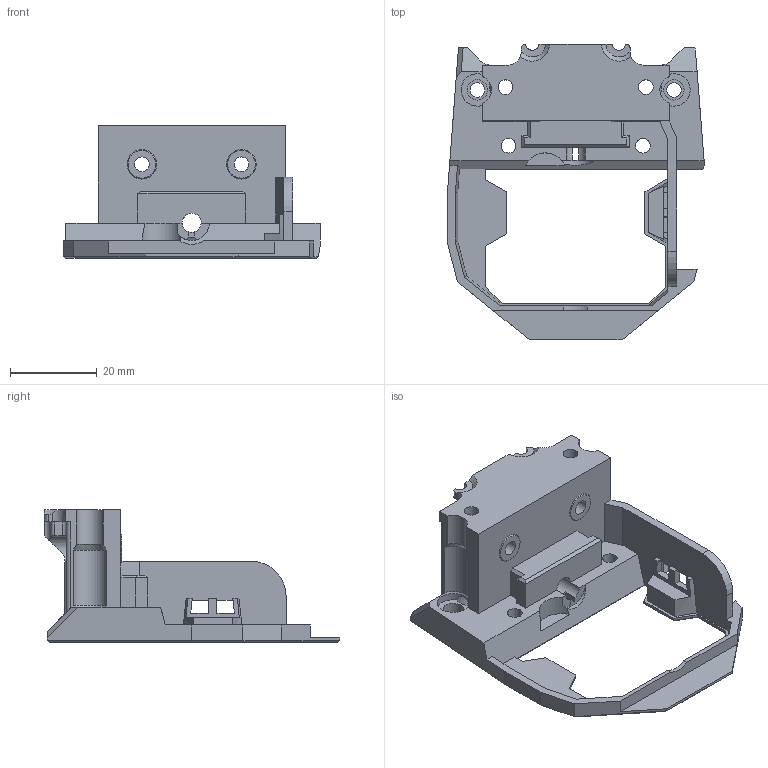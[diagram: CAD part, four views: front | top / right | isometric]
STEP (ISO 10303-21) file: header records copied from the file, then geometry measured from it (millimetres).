
FILE_DESCRIPTION (( 'STEP AP203' ), '1' );
FILE_NAME ('LGX_SB_Mount-r02e - 1-2-NoPCB.STEP', '2023-01-15T22:45:42', ( '' ), ( '' ), 'SwSTEP 2.0', 'SolidWorks 2022', '' );
FILE_SCHEMA (( 'CONFIG_CONTROL_DESIGN' ));
Length unit declared in the file: millimetre
Products named in the file (1): LGX_SB_Mount-r02e - 1-2-NoPCB
Bounding box: 59.36 x 68.17 x 30.6 mm (x, y, z)
Volume: 24294.8 mm3; surface area: 12132.4 mm2
Topology: 1 solids, 2 shells, 299 faces, 803 edges, 511 vertices
Faces by surface type: plane 214, cylinder 56, cone 21, bspline 8
Full cylindrical faces by diameter (mm): 3.4 x11, 4.4 x1, 4.7 x5, 6 x6, 7.5 x2
Entity records: 9332 total; most frequent: CARTESIAN_POINT 2033, ORIENTED_EDGE 1516, DIRECTION 1409, EDGE_CURVE 758, VECTOR 529, LINE 529, VERTEX_POINT 500, AXIS2_PLACEMENT_3D 440
